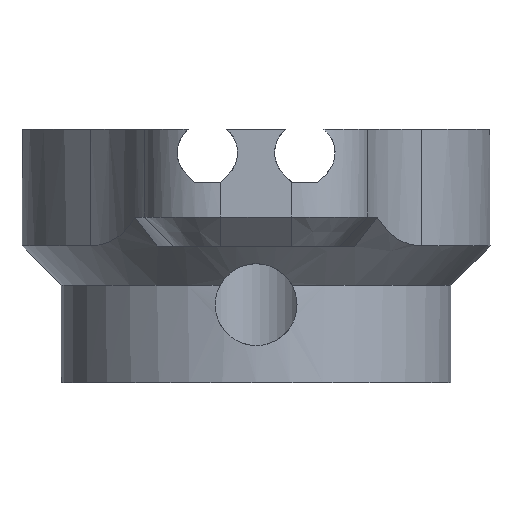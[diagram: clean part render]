
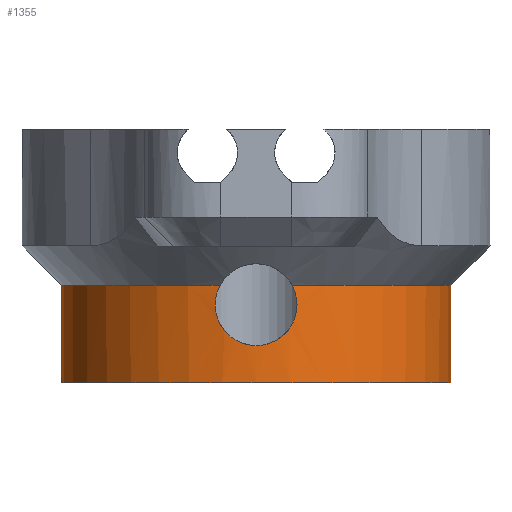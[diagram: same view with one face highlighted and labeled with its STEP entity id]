
A CAD part, left-side view. The second image highlights one B-rep face of the part: STEP entity #1355.
In plain terms, the highlighted cylindrical face has radius 10 mm (diameter 20 mm), a full revolution.
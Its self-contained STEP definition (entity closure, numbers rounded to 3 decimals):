
#51=B_SPLINE_CURVE_WITH_KNOTS('',3,(#2413,#2414,#2415,#2416,#2417,#2418),
 .UNSPECIFIED.,.F.,.F.,(4,2,4),(-0.1,-0.079,
0.),.UNSPECIFIED.);
#54=B_SPLINE_CURVE_WITH_KNOTS('',3,(#2442,#2443,#2444,#2445,#2446,#2447,
#2448,#2449,#2450,#2451,#2452,#2453,#2454,#2455),.UNSPECIFIED.,.F.,.F.,
(4,2,2,2,2,2,4),(0.317,0.397,0.476,
0.556,0.635,0.714,0.735),
 .UNSPECIFIED.);
#55=B_SPLINE_CURVE_WITH_KNOTS('',3,(#2456,#2457,#2458,#2459,#2460,#2461,
#2462,#2463,#2464,#2465),.UNSPECIFIED.,.F.,.F.,(4,2,2,2,4),(0.,0.079,
0.159,0.238,0.317),.UNSPECIFIED.);
#89=CYLINDRICAL_SURFACE('',#1535,10.);
#134=CIRCLE('',#1481,10.);
#155=CIRCLE('',#1534,10.);
#229=FACE_OUTER_BOUND('',#304,.T.);
#304=EDGE_LOOP('',(#1235,#1236,#1237,#1238,#1239,#1240,#1241));
#387=LINE('',#2686,#470);
#470=VECTOR('',#1954,10.);
#603=VERTEX_POINT('',#2408);
#604=VERTEX_POINT('',#2411);
#605=VERTEX_POINT('',#2412);
#607=VERTEX_POINT('',#2430);
#608=VERTEX_POINT('',#2441);
#773=EDGE_CURVE('',#603,#603,#134,.T.);
#774=EDGE_CURVE('',#604,#605,#51,.T.);
#777=EDGE_CURVE('',#608,#607,#54,.T.);
#778=EDGE_CURVE('',#605,#608,#55,.T.);
#830=EDGE_CURVE('',#604,#607,#155,.T.);
#831=EDGE_CURVE('',#603,#608,#387,.T.);
#1235=ORIENTED_EDGE('',*,*,#773,.F.);
#1236=ORIENTED_EDGE('',*,*,#831,.T.);
#1237=ORIENTED_EDGE('',*,*,#777,.T.);
#1238=ORIENTED_EDGE('',*,*,#830,.F.);
#1239=ORIENTED_EDGE('',*,*,#774,.T.);
#1240=ORIENTED_EDGE('',*,*,#778,.T.);
#1241=ORIENTED_EDGE('',*,*,#831,.F.);
#1355=ADVANCED_FACE('',(#229),#89,.T.);
#1481=AXIS2_PLACEMENT_3D('',#2409,#1823,#1824);
#1534=AXIS2_PLACEMENT_3D('',#2684,#1950,#1951);
#1535=AXIS2_PLACEMENT_3D('',#2685,#1952,#1953);
#1823=DIRECTION('center_axis',(0.,0.,-1.));
#1824=DIRECTION('ref_axis',(1.,0.,0.));
#1950=DIRECTION('center_axis',(0.,0.,
1.));
#1951=DIRECTION('ref_axis',(1.,0.,0.));
#1952=DIRECTION('center_axis',(0.,0.,-1.));
#1953=DIRECTION('ref_axis',(1.,0.,0.));
#1954=DIRECTION('',(0.,0.,1.));
#2408=CARTESIAN_POINT('',(-118.,61.,94.5));
#2409=CARTESIAN_POINT('Origin',(-108.,61.,94.5));
#2411=CARTESIAN_POINT('',(-117.828,59.153,99.5));
#2412=CARTESIAN_POINT('',(-117.777,58.9,98.5));
#2413=CARTESIAN_POINT('Ctrl Pts',(-117.828,59.153,99.5));
#2414=CARTESIAN_POINT('Ctrl Pts',(-117.822,59.119,99.437));
#2415=CARTESIAN_POINT('Ctrl Pts',(-117.816,59.088,99.371));
#2416=CARTESIAN_POINT('Ctrl Pts',(-117.789,58.953,99.046));
#2417=CARTESIAN_POINT('Ctrl Pts',(-117.777,58.9,98.765));
#2418=CARTESIAN_POINT('Ctrl Pts',(-117.777,58.9,98.5));
#2430=CARTESIAN_POINT('',(-117.828,62.847,99.5));
#2441=CARTESIAN_POINT('',(-118.,61.,96.4));
#2442=CARTESIAN_POINT('Ctrl Pts',(-118.,61.,96.4));
#2443=CARTESIAN_POINT('Ctrl Pts',(-118.,61.265,96.4));
#2444=CARTESIAN_POINT('Ctrl Pts',(-117.988,61.546,96.453));
#2445=CARTESIAN_POINT('Ctrl Pts',(-117.947,62.063,96.668));
#2446=CARTESIAN_POINT('Ctrl Pts',(-117.917,62.299,96.829));
#2447=CARTESIAN_POINT('Ctrl Pts',(-117.861,62.671,97.201));
#2448=CARTESIAN_POINT('Ctrl Pts',(-117.831,62.832,97.437));
#2449=CARTESIAN_POINT('Ctrl Pts',(-117.789,63.047,97.954));
#2450=CARTESIAN_POINT('Ctrl Pts',(-117.777,63.1,98.235));
#2451=CARTESIAN_POINT('Ctrl Pts',(-117.777,63.1,98.765));
#2452=CARTESIAN_POINT('Ctrl Pts',(-117.789,63.047,99.046));
#2453=CARTESIAN_POINT('Ctrl Pts',(-117.816,62.912,99.371));
#2454=CARTESIAN_POINT('Ctrl Pts',(-117.822,62.881,99.437));
#2455=CARTESIAN_POINT('Ctrl Pts',(-117.828,62.847,99.5));
#2456=CARTESIAN_POINT('Ctrl Pts',(-117.777,58.9,98.5));
#2457=CARTESIAN_POINT('Ctrl Pts',(-117.777,58.9,98.235));
#2458=CARTESIAN_POINT('Ctrl Pts',(-117.789,58.953,97.954));
#2459=CARTESIAN_POINT('Ctrl Pts',(-117.831,59.168,97.437));
#2460=CARTESIAN_POINT('Ctrl Pts',(-117.861,59.329,97.201));
#2461=CARTESIAN_POINT('Ctrl Pts',(-117.917,59.701,96.829));
#2462=CARTESIAN_POINT('Ctrl Pts',(-117.947,59.937,96.668));
#2463=CARTESIAN_POINT('Ctrl Pts',(-117.988,60.454,96.453));
#2464=CARTESIAN_POINT('Ctrl Pts',(-118.,60.735,96.4));
#2465=CARTESIAN_POINT('Ctrl Pts',(-118.,61.,96.4));
#2684=CARTESIAN_POINT('Origin',(-108.,61.,99.5));
#2685=CARTESIAN_POINT('Origin',(-108.,61.,102.5));
#2686=CARTESIAN_POINT('',(-118.,61.,102.5));
